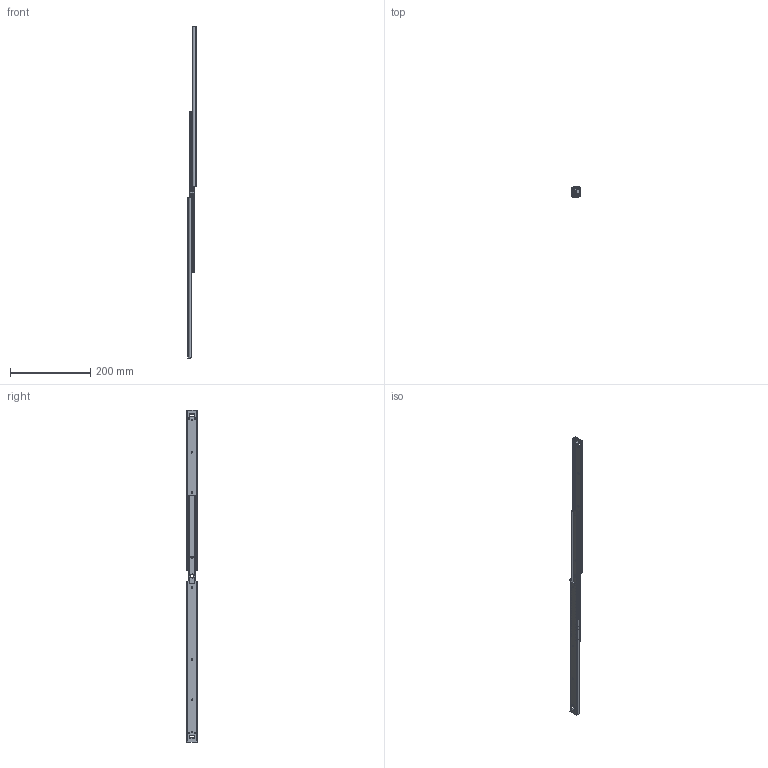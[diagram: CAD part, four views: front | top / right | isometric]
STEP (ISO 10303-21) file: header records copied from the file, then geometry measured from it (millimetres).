
FILE_DESCRIPTION(/* description */ ('Edelstahl- Überauszug Serie 040 400x426'),/* implementation_level */ '2;1');
FILE_NAME(/* name */ '07000057003.stp',/* time_stamp */ '2020-06-18T12:38:50+02:00',/* author */ ('Dennis Bruder'),/* organization */ (''),/* preprocessor_version */ 'ST-DEVELOPER v18',/* originating_system */ 'Autodesk Inventor 2020',/* authorisation */ '');
FILE_SCHEMA (('AUTOMOTIVE_DESIGN { 1 0 10303 214 3 1 1 }'));
Products named in the file (1): 07000057003
Bounding box: 20 x 27.2 x 826.5 mm (x, y, z)
Volume: 73429.5 mm3; surface area: 134365.1 mm2
Topology: 74 solids, 74 shells, 4200 faces, 12920 edges, 8604 vertices
Faces by surface type: plane 1526, cylinder 1370, cone 544, bspline 416, torus 272, sphere 72
Full cylindrical faces by diameter (mm): 4.1 x8, 5.1 x2, 10 x2
Entity records: 165210 total; most frequent: CARTESIAN_POINT 47183, ORIENTED_EDGE 25560, DIRECTION 22936, EDGE_CURVE 12780, AXIS2_PLACEMENT_3D 8641, VERTEX_POINT 8604, LINE 5654, VECTOR 5654
